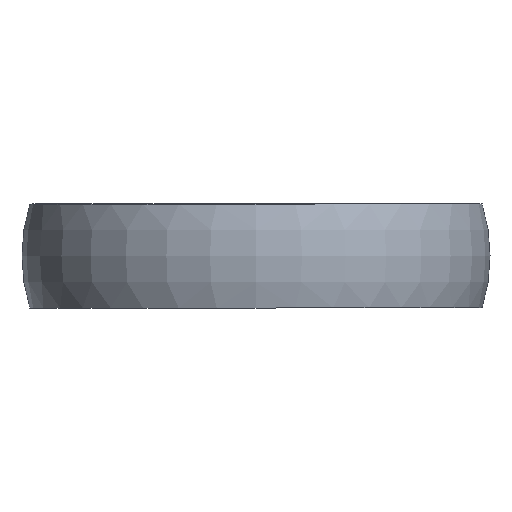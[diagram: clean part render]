
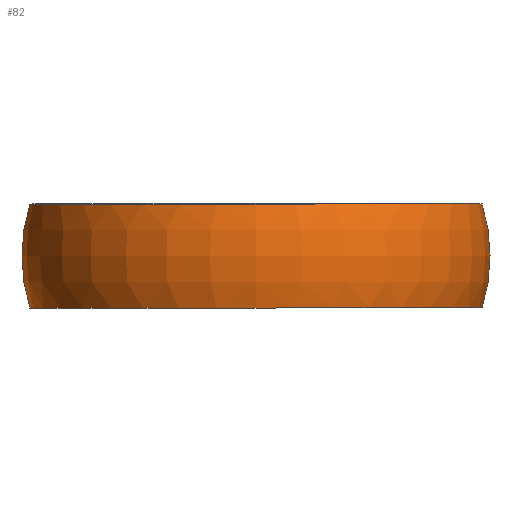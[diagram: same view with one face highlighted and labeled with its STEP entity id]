
A CAD part, front view. The second image highlights one B-rep face of the part: STEP entity #82.
In plain terms, the highlighted toroidal (fillet/blend) face has major radius 5.5 mm and minor radius 17 mm.
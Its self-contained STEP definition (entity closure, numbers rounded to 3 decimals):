
#29 = VERTEX_POINT ( 'NONE', #206 ) ;
#34 = DIRECTION ( 'NONE',  ( 0., 0., -1. ) ) ;
#41 = TOROIDAL_SURFACE ( 'NONE', #390, 5.5, 17. ) ;
#47 = DIRECTION ( 'NONE',  ( -1., 0., 0. ) ) ;
#53 = CARTESIAN_POINT ( 'NONE',  ( 21.748, 0., 0. ) ) ;
#56 = CIRCLE ( 'NONE', #298, 17. ) ;
#60 = EDGE_LOOP ( 'NONE', ( #141, #237, #202, #246 ) ) ;
#63 = AXIS2_PLACEMENT_3D ( 'NONE', #116, #344, #87 ) ;
#79 = VERTEX_POINT ( 'NONE', #171 ) ;
#82 = ADVANCED_FACE ( 'NONE', ( #300 ), #41, .T. ) ;
#87 = DIRECTION ( 'NONE',  ( -1., 0., 0. ) ) ;
#103 = VERTEX_POINT ( 'NONE', #107 ) ;
#107 = CARTESIAN_POINT ( 'NONE',  ( 21.748, 0., 10. ) ) ;
#112 = CARTESIAN_POINT ( 'NONE',  ( 5.5, 0., 5. ) ) ;
#113 = EDGE_CURVE ( 'NONE', #103, #197, #56, .T. ) ;
#116 = CARTESIAN_POINT ( 'NONE',  ( 0., 0., 0. ) ) ;
#136 = DIRECTION ( 'NONE',  ( -1., 0., 0. ) ) ;
#141 = ORIENTED_EDGE ( 'NONE', *, *, #113, .F. ) ;
#171 = CARTESIAN_POINT ( 'NONE',  ( -21.748, 0., 0. ) ) ;
#189 = EDGE_CURVE ( 'NONE', #197, #79, #284, .T. ) ;
#197 = VERTEX_POINT ( 'NONE', #53 ) ;
#202 = ORIENTED_EDGE ( 'NONE', *, *, #311, .T. ) ;
#206 = CARTESIAN_POINT ( 'NONE',  ( -21.748, 0., 10. ) ) ;
#237 = ORIENTED_EDGE ( 'NONE', *, *, #367, .T. ) ;
#246 = ORIENTED_EDGE ( 'NONE', *, *, #189, .F. ) ;
#252 = CIRCLE ( 'NONE', #379, 17. ) ;
#257 = DIRECTION ( 'NONE',  ( 0., -1., 0. ) ) ;
#268 = DIRECTION ( 'NONE',  ( 0., 0., -1. ) ) ;
#275 = CARTESIAN_POINT ( 'NONE',  ( 0., 0., 5. ) ) ;
#277 = CIRCLE ( 'NONE', #329, 21.748 ) ;
#284 = CIRCLE ( 'NONE', #63, 21.748 ) ;
#298 = AXIS2_PLACEMENT_3D ( 'NONE', #112, #336, #47 ) ;
#300 = FACE_OUTER_BOUND ( 'NONE', #60, .T. ) ;
#311 = EDGE_CURVE ( 'NONE', #29, #79, #252, .T. ) ;
#317 = DIRECTION ( 'NONE',  ( 0., 0., -1. ) ) ;
#319 = CARTESIAN_POINT ( 'NONE',  ( 0., 0., 10. ) ) ;
#324 = DIRECTION ( 'NONE',  ( -1., 0., 0. ) ) ;
#329 = AXIS2_PLACEMENT_3D ( 'NONE', #319, #34, #324 ) ;
#336 = DIRECTION ( 'NONE',  ( 0., 1., 0. ) ) ;
#344 = DIRECTION ( 'NONE',  ( 0., 0., -1. ) ) ;
#355 = CARTESIAN_POINT ( 'NONE',  ( -5.5, 0., 5. ) ) ;
#367 = EDGE_CURVE ( 'NONE', #103, #29, #277, .T. ) ;
#379 = AXIS2_PLACEMENT_3D ( 'NONE', #355, #257, #317 ) ;
#390 = AXIS2_PLACEMENT_3D ( 'NONE', #275, #268, #136 ) ;
